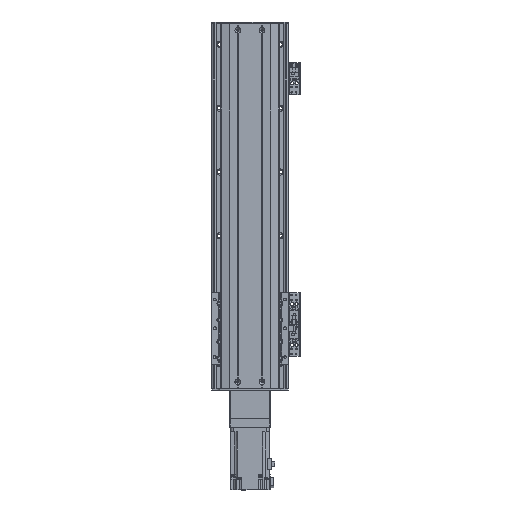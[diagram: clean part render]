
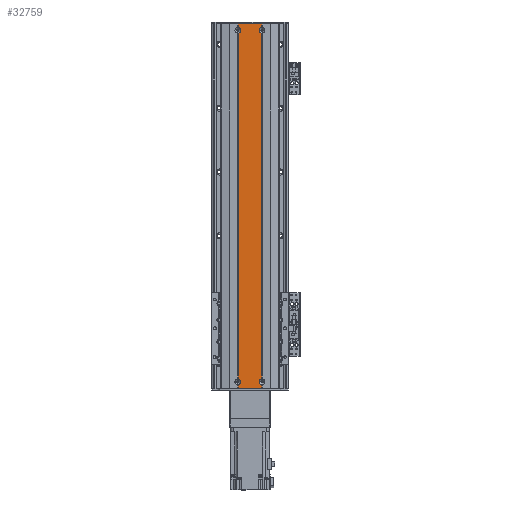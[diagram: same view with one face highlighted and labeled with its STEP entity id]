
A CAD part, top view. The second image highlights one B-rep face of the part: STEP entity #32759.
In plain terms, the highlighted face is planar.
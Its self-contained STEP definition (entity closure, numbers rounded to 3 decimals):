
#3610=CIRCLE('',#36091,4.55);
#3612=CIRCLE('',#36093,4.55);
#3615=CIRCLE('',#36098,4.55);
#3617=CIRCLE('',#36100,4.55);
#3623=CIRCLE('',#36108,4.55);
#3628=CIRCLE('',#36115,4.55);
#5348=FACE_OUTER_BOUND('',#7389,.T.);
#7389=EDGE_LOOP('',(#27301,#27302,#27303,#27304,#27305,#27306,#27307,#27308,
#27309,#27310,#27311,#27312,#27313,#27314));
#9722=LINE('',#55805,#12340);
#9725=LINE('',#55810,#12343);
#9728=LINE('',#55816,#12346);
#9730=LINE('',#55819,#12348);
#9763=LINE('',#55914,#12381);
#9834=LINE('',#56080,#12452);
#9835=LINE('',#56082,#12453);
#9836=LINE('',#56083,#12454);
#12340=VECTOR('',#43504,10.);
#12343=VECTOR('',#43509,10.);
#12346=VECTOR('',#43514,10.);
#12348=VECTOR('',#43518,10.);
#12381=VECTOR('',#43585,10.);
#12452=VECTOR('',#43766,10.);
#12453=VECTOR('',#43769,10.);
#12454=VECTOR('',#43770,10.);
#15382=VERTEX_POINT('',#55670);
#15383=VERTEX_POINT('',#55674);
#15385=VERTEX_POINT('',#55679);
#15391=VERTEX_POINT('',#55700);
#15392=VERTEX_POINT('',#55704);
#15394=VERTEX_POINT('',#55709);
#15399=VERTEX_POINT('',#55726);
#15405=VERTEX_POINT('',#55745);
#15408=VERTEX_POINT('',#55756);
#15414=VERTEX_POINT('',#55775);
#15422=VERTEX_POINT('',#55804);
#15423=VERTEX_POINT('',#55808);
#15425=VERTEX_POINT('',#55814);
#15470=VERTEX_POINT('',#55912);
#19463=EDGE_CURVE('',#15383,#15382,#3610,.T.);
#19466=EDGE_CURVE('',#15385,#15383,#3612,.T.);
#19474=EDGE_CURVE('',#15392,#15391,#3615,.T.);
#19477=EDGE_CURVE('',#15394,#15392,#3617,.T.);
#19491=EDGE_CURVE('',#15399,#15405,#3623,.T.);
#19502=EDGE_CURVE('',#15408,#15414,#3628,.T.);
#19515=EDGE_CURVE('',#15385,#15422,#9722,.T.);
#19518=EDGE_CURVE('',#15423,#15391,#9725,.T.);
#19521=EDGE_CURVE('',#15414,#15425,#9728,.T.);
#19523=EDGE_CURVE('',#15405,#15408,#9730,.T.);
#19570=EDGE_CURVE('',#15470,#15423,#9763,.T.);
#19654=EDGE_CURVE('',#15470,#15399,#9834,.T.);
#19655=EDGE_CURVE('',#15394,#15382,#9835,.T.);
#19656=EDGE_CURVE('',#15422,#15425,#9836,.T.);
#27301=ORIENTED_EDGE('',*,*,#19466,.T.);
#27302=ORIENTED_EDGE('',*,*,#19463,.T.);
#27303=ORIENTED_EDGE('',*,*,#19655,.F.);
#27304=ORIENTED_EDGE('',*,*,#19477,.T.);
#27305=ORIENTED_EDGE('',*,*,#19474,.T.);
#27306=ORIENTED_EDGE('',*,*,#19518,.F.);
#27307=ORIENTED_EDGE('',*,*,#19570,.F.);
#27308=ORIENTED_EDGE('',*,*,#19654,.T.);
#27309=ORIENTED_EDGE('',*,*,#19491,.T.);
#27310=ORIENTED_EDGE('',*,*,#19523,.T.);
#27311=ORIENTED_EDGE('',*,*,#19502,.T.);
#27312=ORIENTED_EDGE('',*,*,#19521,.T.);
#27313=ORIENTED_EDGE('',*,*,#19656,.F.);
#27314=ORIENTED_EDGE('',*,*,#19515,.F.);
#31313=PLANE('',#36197);
#32759=ADVANCED_FACE('',(#5348),#31313,.T.);
#36091=AXIS2_PLACEMENT_3D('',#55675,#43424,#43425);
#36093=AXIS2_PLACEMENT_3D('',#55680,#43429,#43430);
#36098=AXIS2_PLACEMENT_3D('',#55705,#43440,#43441);
#36100=AXIS2_PLACEMENT_3D('',#55710,#43445,#43446);
#36108=AXIS2_PLACEMENT_3D('',#55749,#43463,#43464);
#36115=AXIS2_PLACEMENT_3D('',#55779,#43479,#43480);
#36197=AXIS2_PLACEMENT_3D('',#56081,#43767,#43768);
#43424=DIRECTION('center_axis',(0.,-1.,0.));
#43425=DIRECTION('ref_axis',(1.,0.,0.));
#43429=DIRECTION('center_axis',(0.,-1.,0.));
#43430=DIRECTION('ref_axis',(1.,0.,0.));
#43440=DIRECTION('center_axis',(0.,-1.,0.));
#43441=DIRECTION('ref_axis',(1.,0.,0.));
#43445=DIRECTION('center_axis',(0.,-1.,0.));
#43446=DIRECTION('ref_axis',(1.,0.,0.));
#43463=DIRECTION('center_axis',(0.,-1.,0.));
#43464=DIRECTION('ref_axis',(1.,0.,0.));
#43479=DIRECTION('center_axis',(0.,-1.,0.));
#43480=DIRECTION('ref_axis',(1.,0.,0.));
#43504=DIRECTION('',(0.,0.,1.));
#43509=DIRECTION('',(0.,0.,1.));
#43514=DIRECTION('',(0.,0.,1.));
#43518=DIRECTION('',(0.,0.,1.));
#43585=DIRECTION('',(1.,0.,0.));
#43766=DIRECTION('',(0.,0.,1.));
#43767=DIRECTION('center_axis',(0.,1.,0.));
#43768=DIRECTION('ref_axis',(-1.,0.,0.));
#43769=DIRECTION('',(0.,0.,1.));
#43770=DIRECTION('',(-1.,0.,0.));
#55670=CARTESIAN_POINT('',(18.5,2.5,270.978));
#55674=CARTESIAN_POINT('',(14.45,2.5,275.5));
#55675=CARTESIAN_POINT('Origin',(19.,2.5,275.5));
#55679=CARTESIAN_POINT('',(18.5,2.5,280.022));
#55680=CARTESIAN_POINT('Origin',(19.,2.5,275.5));
#55700=CARTESIAN_POINT('',(18.5,2.5,-280.022));
#55704=CARTESIAN_POINT('',(14.45,2.5,-275.5));
#55705=CARTESIAN_POINT('Origin',(19.,2.5,-275.5));
#55709=CARTESIAN_POINT('',(18.5,2.5,-270.978));
#55710=CARTESIAN_POINT('Origin',(19.,2.5,-275.5));
#55726=CARTESIAN_POINT('',(-18.5,2.5,-280.022));
#55745=CARTESIAN_POINT('',(-18.5,2.5,-270.978));
#55749=CARTESIAN_POINT('Origin',(-19.,2.5,-275.5));
#55756=CARTESIAN_POINT('',(-18.5,2.5,270.978));
#55775=CARTESIAN_POINT('',(-18.5,2.5,280.022));
#55779=CARTESIAN_POINT('Origin',(-19.,2.5,275.5));
#55804=CARTESIAN_POINT('',(18.5,2.5,285.5));
#55805=CARTESIAN_POINT('',(18.5,2.5,0.));
#55808=CARTESIAN_POINT('',(18.5,2.5,-285.5));
#55810=CARTESIAN_POINT('',(18.5,2.5,0.));
#55814=CARTESIAN_POINT('',(-18.5,2.5,285.5));
#55816=CARTESIAN_POINT('',(-18.5,2.5,0.));
#55819=CARTESIAN_POINT('',(-18.5,2.5,0.));
#55912=CARTESIAN_POINT('',(-18.5,2.5,-285.5));
#55914=CARTESIAN_POINT('',(18.5,2.5,-285.5));
#56080=CARTESIAN_POINT('',(-18.5,2.5,0.));
#56081=CARTESIAN_POINT('Origin',(18.5,2.5,0.));
#56082=CARTESIAN_POINT('',(18.5,2.5,0.));
#56083=CARTESIAN_POINT('',(18.5,2.5,285.5));
